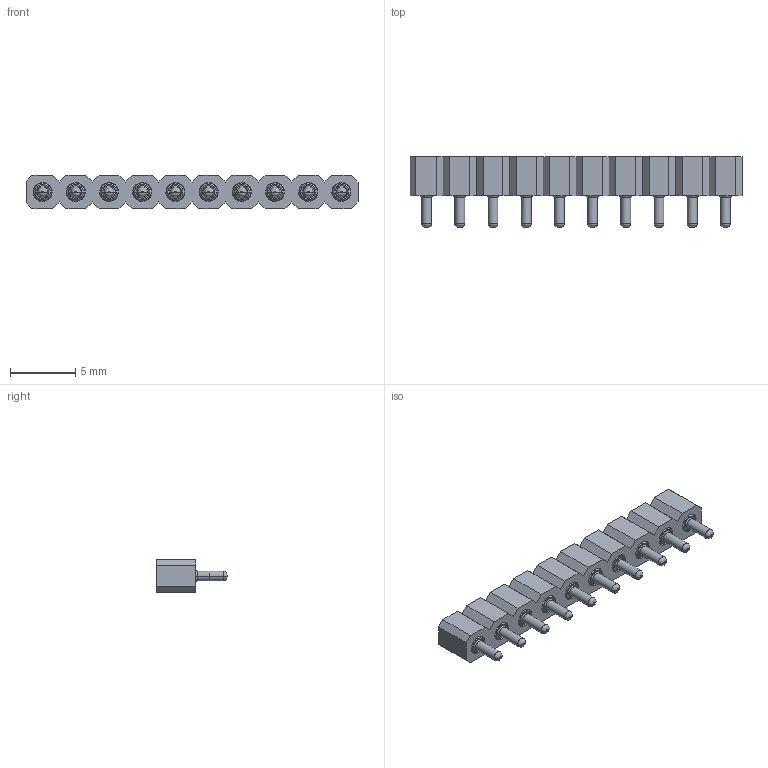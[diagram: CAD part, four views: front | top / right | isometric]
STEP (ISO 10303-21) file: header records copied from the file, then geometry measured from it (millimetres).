
FILE_DESCRIPTION( ('This file contains a STEP AP42 implementation' ,'as created by ZW3D STEP Interface translator.') ,'2;1' );
FILE_NAME( '3520-301XXSXX054X1.stp' ,'231016.135626', (''), ('ZWCAD Software Co.'), 'Version 1.0', 'ZW3D to STEP translator', '' );
FILE_SCHEMA(('AUTOMOTIVE_DESIGN { 1 0 10303 214 1 1 1 1 }'));
Length unit declared in the file: millimetre
Products named in the file (2): 0; 3520-30120SXX054X1
Bounding box: 25.4 x 5.4 x 2.54 mm (x, y, z)
Volume: 152.1 mm3; surface area: 756.1 mm2
Topology: 1 solids, 11 shells, 864 faces, 2126 edges, 1334 vertices
Faces by surface type: plane 304, bspline 300, cone 200, cylinder 60
Entity records: 46562 total; most frequent: CARTESIAN_POINT 30991, ORIENTED_EDGE 4212, EDGE_CURVE 2106, B_SPLINE_CURVE_WITH_KNOTS 1964, VERTEX_POINT 1334, DIRECTION 1132, EDGE_LOOP 954, FACE_OUTER_BOUND 864
